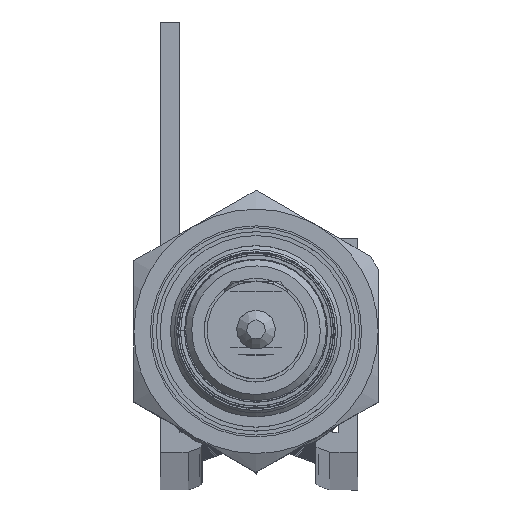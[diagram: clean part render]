
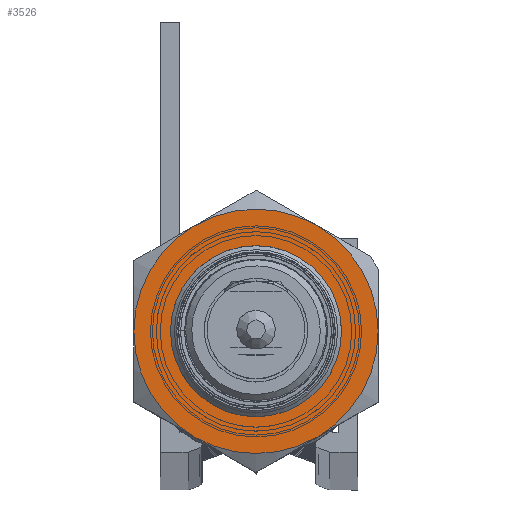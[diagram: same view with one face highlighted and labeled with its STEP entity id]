
A CAD part, top view. The second image highlights one B-rep face of the part: STEP entity #3526.
In plain terms, the highlighted face is planar.
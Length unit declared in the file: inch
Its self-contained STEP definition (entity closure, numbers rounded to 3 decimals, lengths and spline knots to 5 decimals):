
#904=PLANE('',#3972);
#1038=FACE_BOUND('',#1514,.T.);
#1208=FACE_OUTER_BOUND('',#1513,.T.);
#1513=EDGE_LOOP('',(#2986,#2987,#2988,#2989,#2990,#2991));
#1514=EDGE_LOOP('',(#2992));
#1729=CIRCLE('',#3951,0.3125);
#1730=CIRCLE('',#3953,0.3125);
#1731=CIRCLE('',#3955,0.3125);
#1732=CIRCLE('',#3957,0.3125);
#1733=CIRCLE('',#3959,0.3125);
#1735=CIRCLE('',#3962,0.3125);
#1736=CIRCLE('',#3971,0.2025);
#1966=VERTEX_POINT('',#21875);
#1967=VERTEX_POINT('',#21879);
#1969=VERTEX_POINT('',#21886);
#1971=VERTEX_POINT('',#21896);
#1973=VERTEX_POINT('',#21909);
#1975=VERTEX_POINT('',#21919);
#1978=VERTEX_POINT('',#21950);
#2319=EDGE_CURVE('',#1966,#1967,#1729,.T.);
#2322=EDGE_CURVE('',#1969,#1966,#1730,.T.);
#2325=EDGE_CURVE('',#1971,#1969,#1731,.T.);
#2327=EDGE_CURVE('',#1973,#1971,#1732,.T.);
#2330=EDGE_CURVE('',#1975,#1973,#1733,.T.);
#2334=EDGE_CURVE('',#1967,#1975,#1735,.T.);
#2343=EDGE_CURVE('',#1978,#1978,#1736,.T.);
#2986=ORIENTED_EDGE('',*,*,#2334,.T.);
#2987=ORIENTED_EDGE('',*,*,#2330,.T.);
#2988=ORIENTED_EDGE('',*,*,#2327,.T.);
#2989=ORIENTED_EDGE('',*,*,#2325,.T.);
#2990=ORIENTED_EDGE('',*,*,#2322,.T.);
#2991=ORIENTED_EDGE('',*,*,#2319,.T.);
#2992=ORIENTED_EDGE('',*,*,#2343,.T.);
#3526=ADVANCED_FACE('',(#1208,#1038),#904,.T.);
#3951=AXIS2_PLACEMENT_3D('',#21883,#4725,#4726);
#3953=AXIS2_PLACEMENT_3D('',#21893,#4729,#4730);
#3955=AXIS2_PLACEMENT_3D('',#21903,#4733,#4734);
#3957=AXIS2_PLACEMENT_3D('',#21910,#4737,#4738);
#3959=AXIS2_PLACEMENT_3D('',#21920,#4741,#4742);
#3962=AXIS2_PLACEMENT_3D('',#21931,#4747,#4748);
#3971=AXIS2_PLACEMENT_3D('',#21951,#4772,#4773);
#3972=AXIS2_PLACEMENT_3D('',#21952,#4774,#4775);
#4725=DIRECTION('center_axis',(-1.,0.,0.));
#4726=DIRECTION('ref_axis',(0.,1.,0.));
#4729=DIRECTION('center_axis',(-1.,0.,0.));
#4730=DIRECTION('ref_axis',(0.,1.,0.));
#4733=DIRECTION('center_axis',(-1.,0.,0.));
#4734=DIRECTION('ref_axis',(0.,1.,0.));
#4737=DIRECTION('center_axis',(-1.,0.,0.));
#4738=DIRECTION('ref_axis',(0.,1.,0.));
#4741=DIRECTION('center_axis',(-1.,0.,0.));
#4742=DIRECTION('ref_axis',(0.,1.,0.));
#4747=DIRECTION('center_axis',(-1.,0.,0.));
#4748=DIRECTION('ref_axis',(0.,1.,0.));
#4772=DIRECTION('center_axis',(1.,0.,0.));
#4773=DIRECTION('ref_axis',(0.,0.,-1.));
#4774=DIRECTION('center_axis',(-1.,0.,0.));
#4775=DIRECTION('ref_axis',(0.,0.,1.));
#21875=CARTESIAN_POINT('',(-0.29459,-0.15625,-0.27063));
#21879=CARTESIAN_POINT('',(-0.29459,-0.3125,0.));
#21883=CARTESIAN_POINT('Origin',(-0.29459,0.,0.));
#21886=CARTESIAN_POINT('',(-0.29459,0.15625,-0.27063));
#21893=CARTESIAN_POINT('Origin',(-0.29459,0.,0.));
#21896=CARTESIAN_POINT('',(-0.29459,0.3125,0.));
#21903=CARTESIAN_POINT('Origin',(-0.29459,0.,0.));
#21909=CARTESIAN_POINT('',(-0.29459,0.15625,0.27063));
#21910=CARTESIAN_POINT('Origin',(-0.29459,0.,0.));
#21919=CARTESIAN_POINT('',(-0.29459,-0.15625,0.27063));
#21920=CARTESIAN_POINT('Origin',(-0.29459,0.,0.));
#21931=CARTESIAN_POINT('Origin',(-0.29459,0.,0.));
#21950=CARTESIAN_POINT('',(-0.29459,0.2025,0.));
#21951=CARTESIAN_POINT('Origin',(-0.29459,0.,0.));
#21952=CARTESIAN_POINT('Origin',(-0.29459,0.49,0.));
